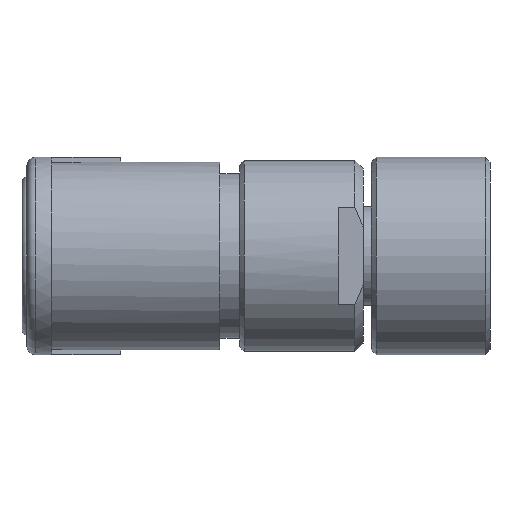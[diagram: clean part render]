
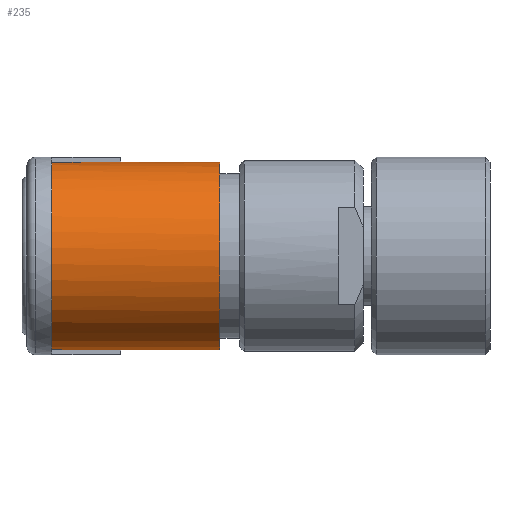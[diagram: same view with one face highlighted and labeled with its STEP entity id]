
A CAD part, front view. The second image highlights one B-rep face of the part: STEP entity #235.
In plain terms, the highlighted cylindrical face has radius 5.7 mm (diameter 11.4 mm), a full revolution.
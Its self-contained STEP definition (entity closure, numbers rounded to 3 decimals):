
#40=ELLIPSE('',#1191,48.218,5.7);
#43=ELLIPSE('',#1201,8.061,5.7);
#44=ELLIPSE('',#1202,48.218,5.7);
#235=ADVANCED_FACE('',(#384,#385),#287,.T.);
#287=CYLINDRICAL_SURFACE('',#1204,5.7);
#384=FACE_BOUND('',#475,.T.);
#385=FACE_BOUND('',#476,.T.);
#475=EDGE_LOOP('',(#645));
#476=EDGE_LOOP('',(#646,#647,#648,#649));
#645=ORIENTED_EDGE('',*,*,#985,.F.);
#646=ORIENTED_EDGE('',*,*,#986,.F.);
#647=ORIENTED_EDGE('',*,*,#987,.T.);
#648=ORIENTED_EDGE('',*,*,#988,.T.);
#649=ORIENTED_EDGE('',*,*,#974,.T.);
#860=VERTEX_POINT('',#1800);
#863=VERTEX_POINT('',#1807);
#866=VERTEX_POINT('',#1814);
#871=VERTEX_POINT('',#1843);
#872=VERTEX_POINT('',#1846);
#974=EDGE_CURVE('',#863,#860,#40,.T.);
#985=EDGE_CURVE('',#871,#871,#1091,.T.);
#986=EDGE_CURVE('',#866,#860,#43,.T.);
#987=EDGE_CURVE('',#866,#872,#44,.T.);
#988=EDGE_CURVE('',#872,#863,#1092,.T.);
#1091=CIRCLE('',#1200,5.7);
#1092=CIRCLE('',#1203,5.7);
#1191=AXIS2_PLACEMENT_3D('',#1806,#1418,#1419);
#1200=AXIS2_PLACEMENT_3D('',#1842,#1439,#1440);
#1201=AXIS2_PLACEMENT_3D('',#1844,#1441,#1442);
#1202=AXIS2_PLACEMENT_3D('',#1845,#1443,#1444);
#1203=AXIS2_PLACEMENT_3D('',#1847,#1445,#1446);
#1204=AXIS2_PLACEMENT_3D('',#1848,#1447,#1448);
#1418=DIRECTION('',(0.118,-0.993,0.));
#1419=DIRECTION('',(-0.993,-0.118,0.));
#1439=DIRECTION('',(1.,0.,0.));
#1440=DIRECTION('',(0.,1.,0.));
#1441=DIRECTION('',(-0.707,0.707,0.));
#1442=DIRECTION('',(-0.707,-0.707,0.));
#1443=DIRECTION('',(0.118,-0.993,0.));
#1444=DIRECTION('',(-0.993,-0.118,0.));
#1445=DIRECTION('',(1.,0.,0.));
#1446=DIRECTION('',(0.,-1.,0.));
#1447=DIRECTION('',(-1.,0.,0.));
#1448=DIRECTION('',(0.,-1.,0.));
#1800=CARTESIAN_POINT('',(-21.7,0.,-5.7));
#1806=CARTESIAN_POINT('',(-21.7,0.,0.));
#1807=CARTESIAN_POINT('',(-25.9,-0.5,-5.678));
#1814=CARTESIAN_POINT('',(-21.7,0.,5.7));
#1842=CARTESIAN_POINT('',(-15.7,0.,0.));
#1843=CARTESIAN_POINT('',(-15.7,5.7,0.));
#1844=CARTESIAN_POINT('',(-21.7,0.,0.));
#1845=CARTESIAN_POINT('',(-21.7,0.,0.));
#1846=CARTESIAN_POINT('',(-25.9,-0.5,5.678));
#1847=CARTESIAN_POINT('',(-25.9,0.,0.));
#1848=CARTESIAN_POINT('',(-9.2,0.,0.));
